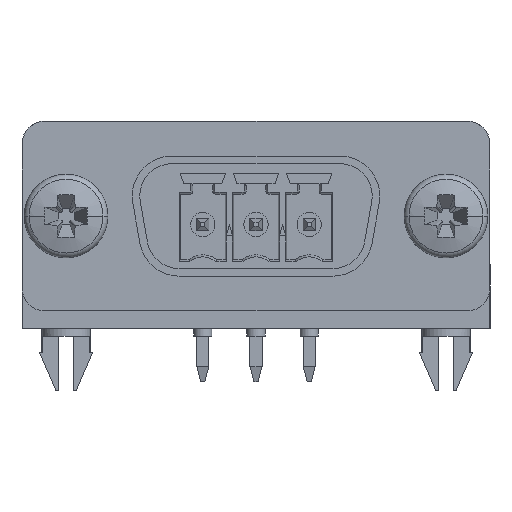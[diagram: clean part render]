
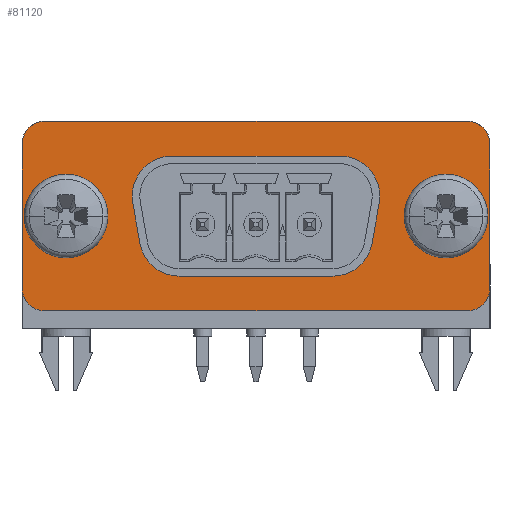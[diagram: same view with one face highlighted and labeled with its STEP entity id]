
A CAD part, front view. The second image highlights one B-rep face of the part: STEP entity #81120.
In plain terms, the highlighted face is planar.
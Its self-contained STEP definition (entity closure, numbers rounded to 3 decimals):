
#1410=CARTESIAN_POINT('',(27.808,-10.297,-4.75));
#1420=DIRECTION('',(0.,1.,0.));
#1430=DIRECTION('',(1.,0.,0.));
#1440=AXIS2_PLACEMENT_3D('',#1410,#1420,#1430);
#1450=CIRCLE('',#1440,1.49);
#1460=CARTESIAN_POINT('',(29.298,-10.297,-4.75));
#1470=VERTEX_POINT('',#1460);
#1480=CARTESIAN_POINT('',(27.808,-10.297,-6.24));
#1490=VERTEX_POINT('',#1480);
#1500=EDGE_CURVE('',#1470,#1490,#1450,.T.);
#4820=CARTESIAN_POINT('',(18.969,-10.297,-1.33));
#4830=DIRECTION('',(0.,-1.,0.));
#4840=DIRECTION('',(-1.,0.,0.));
#4850=AXIS2_PLACEMENT_3D('',#4820,#4830,#4840);
#4860=CIRCLE('',#4850,2.62);
#4870=CARTESIAN_POINT('',(18.969,-10.297,-3.95));
#4880=VERTEX_POINT('',#4870);
#4890=CARTESIAN_POINT('',(21.549,-10.297,
-1.785));
#4900=VERTEX_POINT('',#4890);
#4910=EDGE_CURVE('',#4880,#4900,#4860,.T.);
#10110=CARTESIAN_POINT('',(8.847,-10.297,-3.95));
#10120=VERTEX_POINT('',#10110);
#10150=CARTESIAN_POINT('',(27.816,-10.297,-3.95));
#10160=DIRECTION('',(-1.,0.,0.));
#10170=VECTOR('',#10160,1.);
#10180=LINE('',#10150,#10170);
#10190=EDGE_CURVE('',#4880,#10120,#10180,.T.);
#13110=CARTESIAN_POINT('',(0.,-10.297,6.24));
#13120=DIRECTION('',(-1.,0.,0.));
#13130=VECTOR('',#13120,1.);
#13140=LINE('',#13110,#13130);
#13150=CARTESIAN_POINT('',(27.808,-10.297,6.24));
#13160=VERTEX_POINT('',#13150);
#13170=CARTESIAN_POINT('',(0.008,-10.297,6.24));
#13180=VERTEX_POINT('',#13170);
#13190=EDGE_CURVE('',#13160,#13180,#13140,.T.);
#33460=CARTESIAN_POINT('',(21.864,-10.297,0.));
#33470=DIRECTION('',(-0.174,0.,
-0.985));
#33480=VECTOR('',#33470,1.);
#33490=LINE('',#33460,#33480);
#33500=CARTESIAN_POINT('',(22.018,-10.297,
0.875));
#33510=VERTEX_POINT('',#33500);
#33520=EDGE_CURVE('',#33510,#4900,#33490,.T.);
#38810=CARTESIAN_POINT('',(19.438,-10.297,3.95));
#38820=VERTEX_POINT('',#38810);
#38850=CARTESIAN_POINT('',(27.816,-10.297,3.95));
#38860=DIRECTION('',(1.,0.,0.));
#38870=VECTOR('',#38860,1.);
#38880=LINE('',#38850,#38870);
#38890=CARTESIAN_POINT('',(8.378,-10.297,3.95));
#38900=VERTEX_POINT('',#38890);
#38910=EDGE_CURVE('',#38900,#38820,#38880,.T.);
#40880=CARTESIAN_POINT('',(0.,-10.297,-6.24));
#40890=DIRECTION('',(1.,0.,0.));
#40900=VECTOR('',#40890,1.);
#40910=LINE('',#40880,#40900);
#40920=CARTESIAN_POINT('',(0.008,-10.297,-6.24))
;
#40930=VERTEX_POINT('',#40920);
#40940=EDGE_CURVE('',#40930,#1490,#40910,.T.);
#41430=CARTESIAN_POINT('',(19.438,-10.297,1.33));
#41440=DIRECTION('',(0.,-1.,0.));
#41450=DIRECTION('',(-1.,0.,0.));
#41460=AXIS2_PLACEMENT_3D('',#41430,#41440,#41450);
#41470=CIRCLE('',#41460,2.62);
#41480=EDGE_CURVE('',#33510,#38820,#41470,.T.);
#48670=CARTESIAN_POINT('',(4.158,-10.297,
0.));
#48680=VERTEX_POINT('',#48670);
#48710=CARTESIAN_POINT('',(1.408,-10.297,
0.));
#48720=DIRECTION('',(0.,-1.,0.));
#48730=DIRECTION('',(1.,0.,0.));
#48740=AXIS2_PLACEMENT_3D('',#48710,#48720,#48730);
#48750=CIRCLE('',#48740,2.75);
#48760=CARTESIAN_POINT('',(-1.342,-10.297,
0.));
#48770=VERTEX_POINT('',#48760);
#48780=EDGE_CURVE('',#48680,#48770,#48750,.T.);
#51220=CARTESIAN_POINT('',(27.808,-10.297,4.75));
#51230=DIRECTION('',(0.,1.,0.));
#51240=DIRECTION('',(1.,0.,0.));
#51250=AXIS2_PLACEMENT_3D('',#51220,#51230,#51240);
#51260=CIRCLE('',#51250,1.49);
#51270=CARTESIAN_POINT('',(29.298,-10.297,4.75));
#51280=VERTEX_POINT('',#51270);
#51290=EDGE_CURVE('',#13160,#51280,#51260,.T.);
#53040=CARTESIAN_POINT('',(-1.482,-10.297,4.75));
#53050=VERTEX_POINT('',#53040);
#53130=CARTESIAN_POINT('',(-1.482,-10.297,-4.75));
#53140=VERTEX_POINT('',#53130);
#53170=CARTESIAN_POINT('',(-1.482,-10.297,0.));
#53180=DIRECTION('',(0.,0.,1.));
#53190=VECTOR('',#53180,1.);
#53200=LINE('',#53170,#53190);
#53210=EDGE_CURVE('',#53140,#53050,#53200,.T.);
#59570=CARTESIAN_POINT('',(29.298,-10.297,0.));
#59580=DIRECTION('',(0.,0.,1.));
#59590=VECTOR('',#59580,1.);
#59600=LINE('',#59570,#59590);
#59610=EDGE_CURVE('',#1470,#51280,#59600,.T.);
#67280=CARTESIAN_POINT('',(0.008,-10.297,-4.75))
;
#67290=DIRECTION('',(0.,-1.,0.));
#67300=DIRECTION('',(-1.,0.,0.));
#67310=AXIS2_PLACEMENT_3D('',#67280,#67290,#67300);
#67320=CIRCLE('',#67310,1.49);
#67330=EDGE_CURVE('',#53140,#40930,#67320,.T.);
#72230=CARTESIAN_POINT('',(5.798,-10.297,
0.875));
#72240=VERTEX_POINT('',#72230);
#72290=CARTESIAN_POINT('',(8.378,-10.297,1.33));
#72300=DIRECTION('',(0.,1.,0.));
#72310=DIRECTION('',(1.,0.,0.));
#72320=AXIS2_PLACEMENT_3D('',#72290,#72300,#72310);
#72330=CIRCLE('',#72320,2.62);
#72340=EDGE_CURVE('',#72240,#38900,#72330,.T.);
#80160=CARTESIAN_POINT('',(6.267,-10.297,
-1.785));
#80170=VERTEX_POINT('',#80160);
#80220=CARTESIAN_POINT('',(5.952,-10.297,0.));
#80230=DIRECTION('',(0.174,0.,
-0.985));
#80240=VECTOR('',#80230,1.);
#80250=LINE('',#80220,#80240);
#80260=EDGE_CURVE('',#72240,#80170,#80250,.T.);
#80550=CARTESIAN_POINT('',(29.308,-10.297,-6.25));
#80560=DIRECTION('',(0.,1.,0.));
#80570=DIRECTION('',(1.,0.,0.));
#80580=AXIS2_PLACEMENT_3D('',#80550,#80560,#80570);
#80590=PLANE('',#80580);
#80600=ORIENTED_EDGE('',*,*,#10190,.F.);
#80610=CARTESIAN_POINT('',(8.847,-10.297,-1.33));
#80620=DIRECTION('',(0.,1.,0.));
#80630=DIRECTION('',(1.,0.,0.));
#80640=AXIS2_PLACEMENT_3D('',#80610,#80620,#80630);
#80650=CIRCLE('',#80640,2.62);
#80660=EDGE_CURVE('',#10120,#80170,#80650,.T.);
#80670=ORIENTED_EDGE('',*,*,#80660,.F.);
#80680=ORIENTED_EDGE('',*,*,#80260,.T.);
#80690=ORIENTED_EDGE('',*,*,#72340,.F.);
#80700=ORIENTED_EDGE('',*,*,#38910,.F.);
#80710=ORIENTED_EDGE('',*,*,#41480,.T.);
#80720=ORIENTED_EDGE('',*,*,#33520,.F.);
#80730=ORIENTED_EDGE('',*,*,#4910,.T.);
#80740=EDGE_LOOP('',(#80730,#80720,#80710,#80700,#80690,#80680,#80670,
#80600));
#80750=FACE_BOUND('',#80740,.T.);
#80760=ORIENTED_EDGE('',*,*,#40940,.F.);
#80770=ORIENTED_EDGE('',*,*,#1500,.T.);
#80780=ORIENTED_EDGE('',*,*,#59610,.F.);
#80790=ORIENTED_EDGE('',*,*,#51290,.T.);
#80800=ORIENTED_EDGE('',*,*,#13190,.F.);
#80810=CARTESIAN_POINT('',(0.008,-10.297,4.75));
#80820=DIRECTION('',(0.,-1.,0.));
#80830=DIRECTION('',(-1.,0.,0.));
#80840=AXIS2_PLACEMENT_3D('',#80810,#80820,#80830);
#80850=CIRCLE('',#80840,1.49);
#80860=EDGE_CURVE('',#13180,#53050,#80850,.T.);
#80870=ORIENTED_EDGE('',*,*,#80860,.F.);
#80880=ORIENTED_EDGE('',*,*,#53210,.T.);
#80890=ORIENTED_EDGE('',*,*,#67330,.F.);
#80900=EDGE_LOOP('',(#80890,#80880,#80870,#80800,#80790,#80780,#80770,
#80760));
#80910=FACE_OUTER_BOUND('',#80900,.T.);
#80920=CARTESIAN_POINT('',(26.408,-10.297,
0.));
#80930=DIRECTION('',(0.,-1.,0.));
#80940=DIRECTION('',(1.,0.,0.));
#80950=AXIS2_PLACEMENT_3D('',#80920,#80930,#80940);
#80960=CIRCLE('',#80950,2.75);
#80970=CARTESIAN_POINT('',(29.158,-10.297,
0.));
#80980=VERTEX_POINT('',#80970);
#80990=CARTESIAN_POINT('',(23.658,-10.297,
0.));
#81000=VERTEX_POINT('',#80990);
#81010=EDGE_CURVE('',#80980,#81000,#80960,.T.);
#81020=ORIENTED_EDGE('',*,*,#81010,.T.);
#81030=EDGE_CURVE('',#81000,#80980,#80960,.T.);
#81040=ORIENTED_EDGE('',*,*,#81030,.T.);
#81050=EDGE_LOOP('',(#81040,#81020));
#81060=FACE_BOUND('',#81050,.T.);
#81070=ORIENTED_EDGE('',*,*,#48780,.T.);
#81080=EDGE_CURVE('',#48770,#48680,#48750,.T.);
#81090=ORIENTED_EDGE('',*,*,#81080,.T.);
#81100=EDGE_LOOP('',(#81090,#81070));
#81110=FACE_BOUND('',#81100,.T.);
#81120=ADVANCED_FACE('',(#80750,#80910,#81060,#81110),#80590,.T.);
